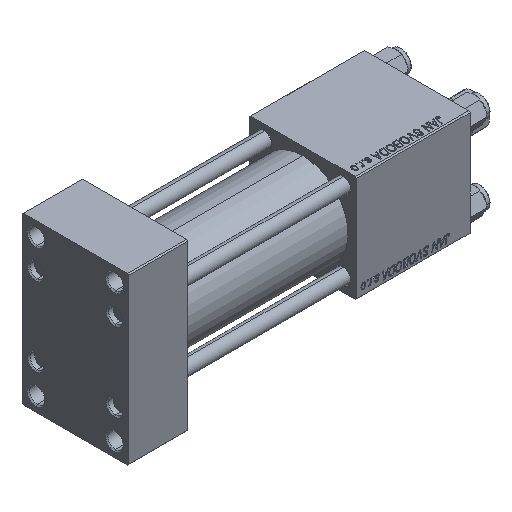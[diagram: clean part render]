
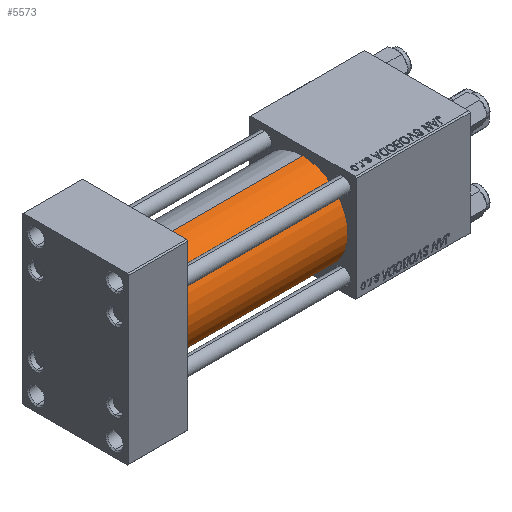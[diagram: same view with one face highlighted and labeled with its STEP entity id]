
A CAD part, isometric view. The second image highlights one B-rep face of the part: STEP entity #5573.
In plain terms, the highlighted cylindrical face has radius 19 mm (diameter 38 mm), a partial arc.
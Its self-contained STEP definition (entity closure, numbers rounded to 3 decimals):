
#318 = CARTESIAN_POINT ( 'NONE',  ( 25., 0., 19. ) ) ;
#510 = VERTEX_POINT ( 'NONE', #45324 ) ;
#678 = ORIENTED_EDGE ( 'NONE', *, *, #12269, .T. ) ;
#1583 = DIRECTION ( 'NONE',  ( 0., 0., 1. ) ) ;
#4349 = AXIS2_PLACEMENT_3D ( 'NONE', #42202, #38642, #46250 ) ;
#5261 = ORIENTED_EDGE ( 'NONE', *, *, #17061, .T. ) ;
#5389 = DIRECTION ( 'NONE',  ( -1., 0., 0. ) ) ;
#5573 = ADVANCED_FACE ( 'NONE', ( #8936 ), #47828, .T. ) ;
#6076 = CARTESIAN_POINT ( 'NONE',  ( 96., 0., -19. ) ) ;
#8936 = FACE_OUTER_BOUND ( 'NONE', #11137, .T. ) ;
#9864 = LINE ( 'NONE', #6076, #27419 ) ;
#10685 = CIRCLE ( 'NONE', #31656, 19. ) ;
#11137 = EDGE_LOOP ( 'NONE', ( #33021, #29736, #5261, #678 ) ) ;
#12269 = EDGE_CURVE ( 'NONE', #39663, #510, #10685, .T. ) ;
#13483 = DIRECTION ( 'NONE',  ( 0., 0., 1. ) ) ;
#16008 = VERTEX_POINT ( 'NONE', #40563 ) ;
#17061 = EDGE_CURVE ( 'NONE', #19981, #39663, #42564, .T. ) ;
#19981 = VERTEX_POINT ( 'NONE', #38417 ) ;
#21481 = DIRECTION ( 'NONE',  ( -1., 0., 0. ) ) ;
#23359 = CARTESIAN_POINT ( 'NONE',  ( 96., 0., 19. ) ) ;
#26944 = CIRCLE ( 'NONE', #4349, 19. ) ;
#27419 = VECTOR ( 'NONE', #21481, 1000. ) ;
#27743 = EDGE_CURVE ( 'NONE', #16008, #510, #9864, .T. ) ;
#29304 = VECTOR ( 'NONE', #47106, 1000. ) ;
#29736 = ORIENTED_EDGE ( 'NONE', *, *, #40016, .F. ) ;
#31656 = AXIS2_PLACEMENT_3D ( 'NONE', #39993, #48088, #13483 ) ;
#33021 = ORIENTED_EDGE ( 'NONE', *, *, #27743, .F. ) ;
#38417 = CARTESIAN_POINT ( 'NONE',  ( 96., 0., 19. ) ) ;
#38642 = DIRECTION ( 'NONE',  ( 1., 0., 0. ) ) ;
#39663 = VERTEX_POINT ( 'NONE', #318 ) ;
#39739 = CARTESIAN_POINT ( 'NONE',  ( 96., 0., 0. ) ) ;
#39993 = CARTESIAN_POINT ( 'NONE',  ( 25., 0., 0. ) ) ;
#40016 = EDGE_CURVE ( 'NONE', #19981, #16008, #26944, .T. ) ;
#40563 = CARTESIAN_POINT ( 'NONE',  ( 96., 0., -19. ) ) ;
#42202 = CARTESIAN_POINT ( 'NONE',  ( 96., 0., 0. ) ) ;
#42564 = LINE ( 'NONE', #23359, #29304 ) ;
#45324 = CARTESIAN_POINT ( 'NONE',  ( 25., 0., -19. ) ) ;
#46250 = DIRECTION ( 'NONE',  ( 0., 0., -1. ) ) ;
#47106 = DIRECTION ( 'NONE',  ( -1., 0., 0. ) ) ;
#47828 = CYLINDRICAL_SURFACE ( 'NONE', #48407, 19. ) ;
#48088 = DIRECTION ( 'NONE',  ( 1., 0., 0. ) ) ;
#48407 = AXIS2_PLACEMENT_3D ( 'NONE', #39739, #5389, #1583 ) ;
